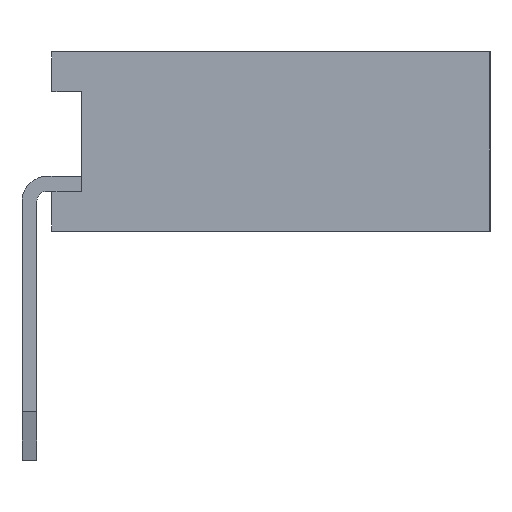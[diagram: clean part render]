
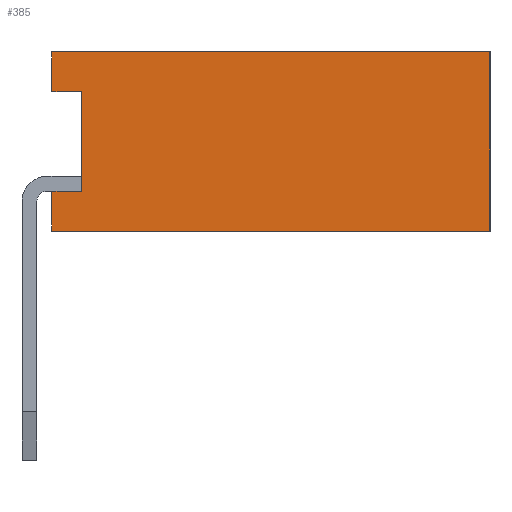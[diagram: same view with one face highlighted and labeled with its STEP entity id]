
A CAD part, left-side view. The second image highlights one B-rep face of the part: STEP entity #385.
In plain terms, the highlighted planar face has unit normal (-1, 0, 0).
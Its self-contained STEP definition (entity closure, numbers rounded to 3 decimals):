
#385=ADVANCED_FACE('',(#14265),#14267,.T.);
#14265=FACE_BOUND('',#14266,.T.);
#14266=EDGE_LOOP('',(#25361,#25362,#25363,#25364,#25365,#25366,#25367,#25368));
#14267=PLANE('',#14268);
#14268=AXIS2_PLACEMENT_3D('',#14269,#14270,#14271);
#14269=CARTESIAN_POINT('',(-0.635,-4.625,0.));
#14270=DIRECTION('',(-1.,0.,0.));
#14271=DIRECTION('',(0.,0.,1.));
#25361=ORIENTED_EDGE('',*,*,#33549,.T.);
#25362=ORIENTED_EDGE('',*,*,#33665,.T.);
#25363=ORIENTED_EDGE('',*,*,#33438,.T.);
#25364=ORIENTED_EDGE('',*,*,#33664,.F.);
#25365=ORIENTED_EDGE('',*,*,#33666,.F.);
#25366=ORIENTED_EDGE('',*,*,#33667,.T.);
#25367=ORIENTED_EDGE('',*,*,#33668,.T.);
#25368=ORIENTED_EDGE('',*,*,#33659,.F.);
#33438=EDGE_CURVE('',#37598,#37595,#37599,.F.);
#33549=EDGE_CURVE('',#37820,#37818,#37821,.F.);
#33659=EDGE_CURVE('',#37820,#38033,#38034,.T.);
#33664=EDGE_CURVE('',#38040,#37595,#38042,.T.);
#33665=EDGE_CURVE('',#37818,#37598,#38043,.T.);
#33666=EDGE_CURVE('',#38044,#38040,#38045,.T.);
#33667=EDGE_CURVE('',#38044,#38046,#38047,.T.);
#33668=EDGE_CURVE('',#38046,#38033,#38048,.T.);
#37595=VERTEX_POINT('',#44421);
#37598=VERTEX_POINT('',#44426);
#37599=LINE('',#44427,#44428);
#37818=VERTEX_POINT('',#44866);
#37820=VERTEX_POINT('',#44870);
#37821=LINE('',#44871,#44872);
#38033=VERTEX_POINT('',#45303);
#38034=LINE('',#45304,#45305);
#38040=VERTEX_POINT('',#45318);
#38042=LINE('',#45322,#45323);
#38043=LINE('',#45325,#45326);
#38044=VERTEX_POINT('',#45328);
#38045=LINE('',#45329,#45330);
#38046=VERTEX_POINT('',#45332);
#38047=LINE('',#45333,#45334);
#38048=LINE('',#45336,#45337);
#44421=CARTESIAN_POINT('',(-0.635,-0.225,0.4));
#44426=CARTESIAN_POINT('',(-0.635,-0.525,0.4));
#44427=CARTESIAN_POINT('',(-0.635,-0.225,0.4));
#44428=VECTOR('',#44429,1.);
#44429=DIRECTION('',(0.,-1.,0.));
#44866=CARTESIAN_POINT('',(-0.635,-0.525,1.4));
#44870=CARTESIAN_POINT('',(-0.635,-0.225,1.4));
#44871=CARTESIAN_POINT('',(-0.635,-0.525,1.4));
#44872=VECTOR('',#44873,1.);
#44873=DIRECTION('',(0.,1.,0.));
#45303=CARTESIAN_POINT('',(-0.635,-0.225,1.8));
#45304=CARTESIAN_POINT('',(-0.635,-0.225,1.4));
#45305=VECTOR('',#45306,1.);
#45306=DIRECTION('',(0.,0.,1.));
#45318=CARTESIAN_POINT('',(-0.635,-0.225,0.));
#45322=CARTESIAN_POINT('',(-0.635,-0.225,0.));
#45323=VECTOR('',#45324,1.);
#45324=DIRECTION('',(0.,0.,1.));
#45325=CARTESIAN_POINT('',(-0.635,-0.525,1.4));
#45326=VECTOR('',#45327,1.);
#45327=DIRECTION('',(0.,0.,-1.));
#45328=CARTESIAN_POINT('',(-0.635,-4.625,0.));
#45329=CARTESIAN_POINT('',(-0.635,-4.625,0.));
#45330=VECTOR('',#45331,1.);
#45331=DIRECTION('',(0.,1.,0.));
#45332=CARTESIAN_POINT('',(-0.635,-4.625,1.8));
#45333=CARTESIAN_POINT('',(-0.635,-4.625,0.));
#45334=VECTOR('',#45335,1.);
#45335=DIRECTION('',(0.,0.,1.));
#45336=CARTESIAN_POINT('',(-0.635,-4.625,1.8));
#45337=VECTOR('',#45338,1.);
#45338=DIRECTION('',(0.,1.,0.));
